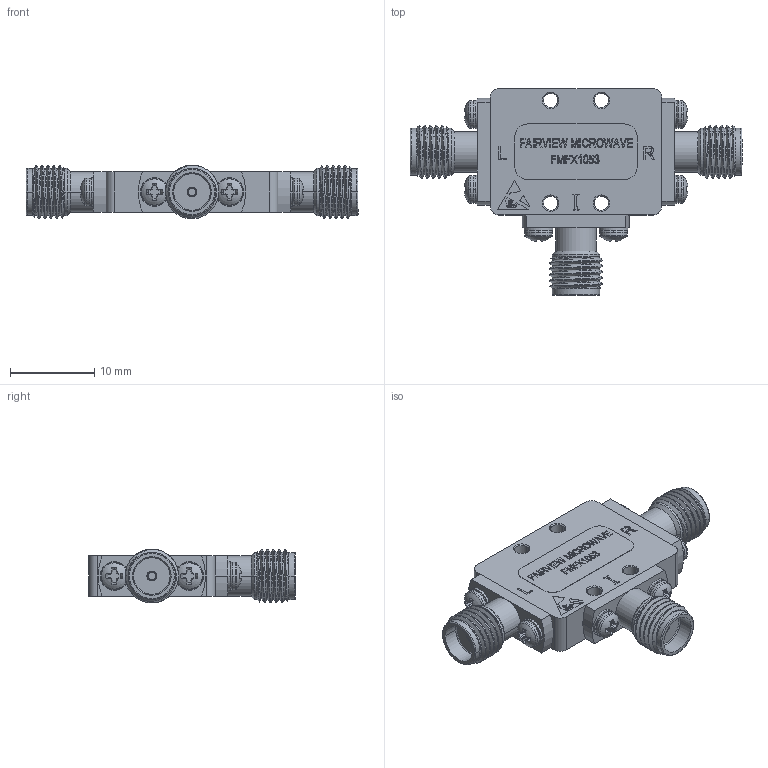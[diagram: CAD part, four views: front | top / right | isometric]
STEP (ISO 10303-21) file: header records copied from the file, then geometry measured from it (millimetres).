
FILE_DESCRIPTION (( 'STEP AP214' ), '1' );
FILE_NAME ('FMFX1053_3D.step', '2024-02-20T15:45:42', ( '' ), ( '' ), 'SwSTEP 2.0', 'SolidWorks 2022', '' );
FILE_SCHEMA (( 'AUTOMOTIVE_DESIGN' ));
Length unit declared in the file: inch
Products named in the file (1): FMFX1053_3D
Bounding box: 39.37 x 24.51 x 6.35 mm (x, y, z)
Volume: 2219 mm3; surface area: 1972.7 mm2
Topology: 1 solids, 1 shells, 921 faces, 2480 edges, 1622 vertices
Faces by surface type: plane 475, cylinder 188, bspline 131, cone 91, torus 30, sphere 6
Entity records: 38971 total; most frequent: CARTESIAN_POINT 17034, ORIENTED_EDGE 4948, DIRECTION 3976, EDGE_CURVE 2474, VERTEX_POINT 1622, VECTOR 1430, LINE 1430, AXIS2_PLACEMENT_3D 1273
